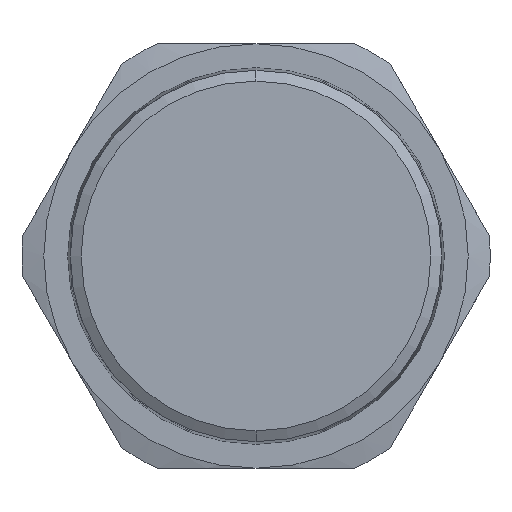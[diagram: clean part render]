
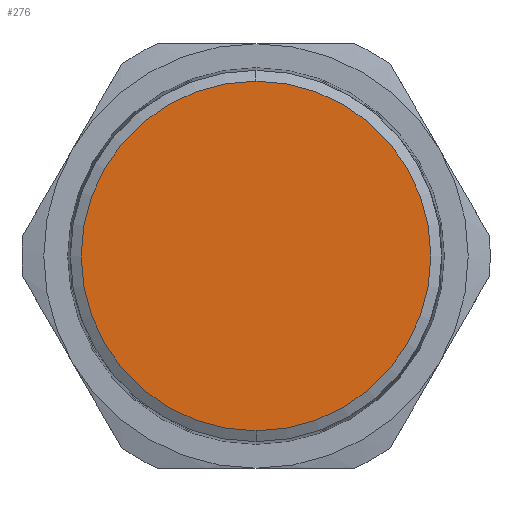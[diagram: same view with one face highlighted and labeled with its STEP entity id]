
A CAD part, front view. The second image highlights one B-rep face of the part: STEP entity #276.
In plain terms, the highlighted planar face has unit normal (0, -1, 0).
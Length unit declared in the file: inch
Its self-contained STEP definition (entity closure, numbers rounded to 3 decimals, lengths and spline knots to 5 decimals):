
#6 = CARTESIAN_POINT ( 'NONE',  ( 0., 0., 0. ) ) ;
#27 = DIRECTION ( 'NONE',  ( 0., 0., -1. ) ) ;
#89 = CIRCLE ( 'NONE', #125, 1.1026 ) ;
#125 = AXIS2_PLACEMENT_3D ( 'NONE', #673, #533, #1188 ) ;
#276 = ADVANCED_FACE ( 'NONE', ( #2123 ), #536, .T. ) ;
#533 = DIRECTION ( 'NONE',  ( 0., -1., 0. ) ) ;
#536 = PLANE ( 'NONE',  #1655 ) ;
#673 = CARTESIAN_POINT ( 'NONE',  ( 0., 0., 0. ) ) ;
#694 = EDGE_CURVE ( 'NONE', #2019, #2037, #89, .T. ) ;
#844 = DIRECTION ( 'NONE',  ( 0., -1., 0. ) ) ;
#930 = CIRCLE ( 'NONE', #1561, 1.1026 ) ;
#1101 = CARTESIAN_POINT ( 'NONE',  ( 0., 0., 1.1026 ) ) ;
#1188 = DIRECTION ( 'NONE',  ( 0., 0., -1. ) ) ;
#1209 = DIRECTION ( 'NONE',  ( 0., -1., 0. ) ) ;
#1233 = CARTESIAN_POINT ( 'NONE',  ( 0., 0., -1.05499 ) ) ;
#1378 = EDGE_LOOP ( 'NONE', ( #1416, #1660 ) ) ;
#1416 = ORIENTED_EDGE ( 'NONE', *, *, #694, .T. ) ;
#1561 = AXIS2_PLACEMENT_3D ( 'NONE', #6, #1209, #27 ) ;
#1655 = AXIS2_PLACEMENT_3D ( 'NONE', #1233, #844, #1946 ) ;
#1660 = ORIENTED_EDGE ( 'NONE', *, *, #2191, .T. ) ;
#1946 = DIRECTION ( 'NONE',  ( 0., 0., -1. ) ) ;
#1952 = CARTESIAN_POINT ( 'NONE',  ( 0., 0., -1.1026 ) ) ;
#2019 = VERTEX_POINT ( 'NONE', #1952 ) ;
#2037 = VERTEX_POINT ( 'NONE', #1101 ) ;
#2123 = FACE_OUTER_BOUND ( 'NONE', #1378, .T. ) ;
#2191 = EDGE_CURVE ( 'NONE', #2037, #2019, #930, .T. ) ;
